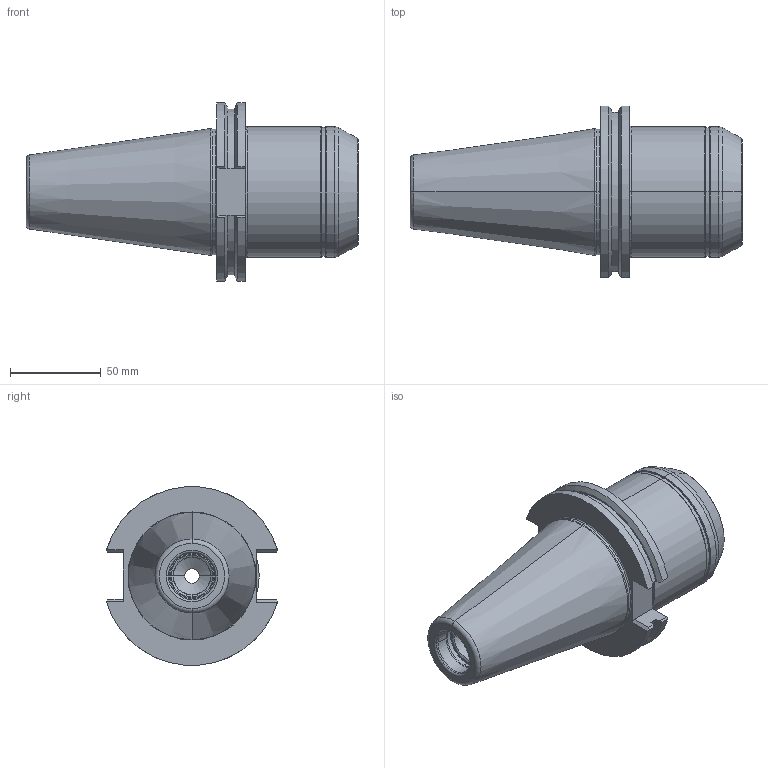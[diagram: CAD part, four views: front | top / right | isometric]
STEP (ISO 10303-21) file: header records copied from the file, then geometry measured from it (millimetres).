
FILE_DESCRIPTION((''),'2;1');
FILE_NAME('CAT50_SHANK_20130708','2020-05-15T08:45:04',('eos'),(''),'CREO PARAMETRIC BY PTC INC, 2018500','CREO PARAMETRIC BY PTC INC, 2018500','');
FILE_SCHEMA(('CONFIG_CONTROL_DESIGN'));
Length unit declared in the file: millimetre
Products named in the file (1): CAT50_SHANK_20130708
Bounding box: 182.75 x 94.43 x 98.09 mm (x, y, z)
Volume: 522891.1 mm3; surface area: 65178.3 mm2
Topology: 1 solids, 2 shells, 111 faces, 260 edges, 155 vertices
Faces by surface type: cylinder 32, plane 31, cone 26, torus 22
Entity records: 3235 total; most frequent: CARTESIAN_POINT 598, DIRECTION 591, ORIENTED_EDGE 512, EDGE_CURVE 258, AXIS2_PLACEMENT_3D 240, VERTEX_POINT 155, CIRCLE 128, EDGE_LOOP 119
